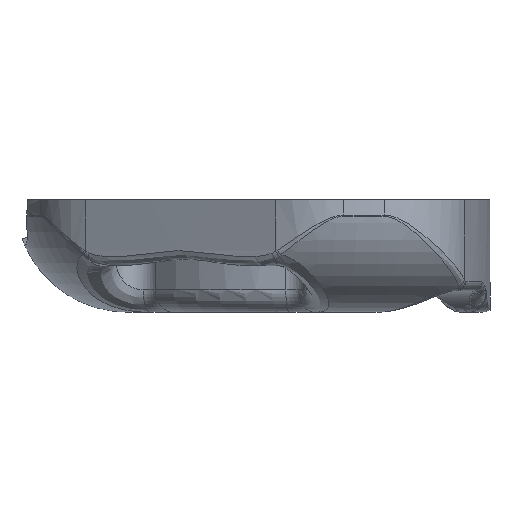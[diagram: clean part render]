
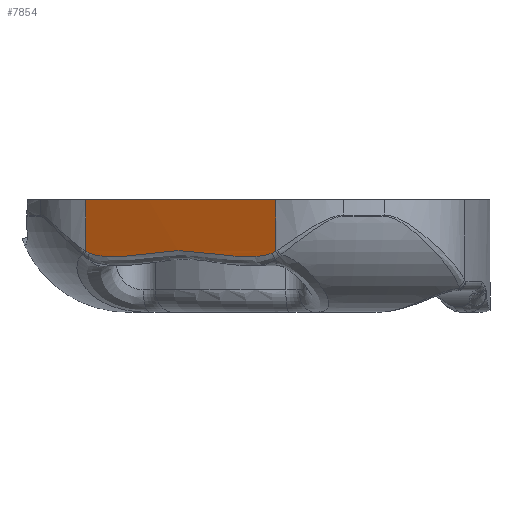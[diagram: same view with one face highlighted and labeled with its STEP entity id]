
A CAD part, front view. The second image highlights one B-rep face of the part: STEP entity #7854.
In plain terms, the highlighted cylindrical face has radius 623.033 mm (diameter 1246.07 mm), a partial arc.
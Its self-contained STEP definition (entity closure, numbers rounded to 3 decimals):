
#7 = EDGE_CURVE ( 'NONE', #7837, #2564, #5894, .T. ) ;
#13 = AXIS2_PLACEMENT_3D ( 'NONE', #4593, #4047, #7149 ) ;
#107 = CARTESIAN_POINT ( 'NONE',  ( -18.271, -15.952, 4.952 ) ) ;
#136 = DIRECTION ( 'NONE',  ( 0., 0., 1. ) ) ;
#150 = CARTESIAN_POINT ( 'NONE',  ( -12.871, -19.125, 5.413 ) ) ;
#358 = CARTESIAN_POINT ( 'NONE',  ( -19.601, -15.16, 5.254 ) ) ;
#448 = EDGE_CURVE ( 'NONE', #4474, #3506, #3131, .T. ) ;
#541 = ORIENTED_EDGE ( 'NONE', *, *, #4778, .T. ) ;
#659 = VERTEX_POINT ( 'NONE', #8209 ) ;
#736 = ORIENTED_EDGE ( 'NONE', *, *, #3911, .T. ) ;
#875 = CARTESIAN_POINT ( 'NONE',  ( -6.06, -23.024, 4.92 ) ) ;
#893 = CARTESIAN_POINT ( 'NONE',  ( -2.993, -24.742, 5.416 ) ) ;
#897 = CARTESIAN_POINT ( 'NONE',  ( -19.93, -14.963, -0.617 ) ) ;
#921 = CARTESIAN_POINT ( 'NONE',  ( -8.107, -21.864, 5.134 ) ) ;
#1094 = EDGE_CURVE ( 'NONE', #2564, #659, #4650, .T. ) ;
#1116 = CARTESIAN_POINT ( 'NONE',  ( -2.993, -24.742, 5.416 ) ) ;
#1453 = VECTOR ( 'NONE', #3428, 1000. ) ;
#1458 = CYLINDRICAL_SURFACE ( 'NONE', #13, 623.033 ) ;
#1498 = CARTESIAN_POINT ( 'NONE',  ( -3.328, -24.555, 5.254 ) ) ;
#1514 = LINE ( 'NONE', #897, #1453 ) ;
#2032 = CARTESIAN_POINT ( 'NONE',  ( -16.247, -17.151, 4.976 ) ) ;
#2035 = CARTESIAN_POINT ( 'NONE',  ( -19.93, -14.963, 5.416 ) ) ;
#2112 = CARTESIAN_POINT ( 'NONE',  ( -19.279, -15.352, 5.121 ) ) ;
#2143 = DIRECTION ( 'NONE',  ( -1., 0., 0. ) ) ;
#2159 = CARTESIAN_POINT ( 'NONE',  ( -10.146, -20.699, 5.415 ) ) ;
#2169 = LINE ( 'NONE', #4446, #6806 ) ;
#2205 = CARTESIAN_POINT ( 'NONE',  ( -19.93, -14.963, 5.416 ) ) ;
#2325 = VERTEX_POINT ( 'NONE', #893 ) ;
#2417 = ORIENTED_EDGE ( 'NONE', *, *, #7, .T. ) ;
#2445 = CARTESIAN_POINT ( 'NONE',  ( -3.1, -24.682, 5.35 ) ) ;
#2564 = VERTEX_POINT ( 'NONE', #358 ) ;
#2791 = CARTESIAN_POINT ( 'NONE',  ( -19.713, -15.092, 5.301 ) ) ;
#2825 = CARTESIAN_POINT ( 'NONE',  ( -3.996, -24.182, 5.048 ) ) ;
#3031 = CARTESIAN_POINT ( 'NONE',  ( -3.214, -24.619, 5.301 ) ) ;
#3131 = CIRCLE ( 'NONE', #7819, 623.033 ) ;
#3407 = CARTESIAN_POINT ( 'NONE',  ( -17.933, -16.153, 4.932 ) ) ;
#3428 = DIRECTION ( 'NONE',  ( 0., 0., -1. ) ) ;
#3506 = VERTEX_POINT ( 'NONE', #4715 ) ;
#3911 = EDGE_CURVE ( 'NONE', #4474, #7837, #1514, .T. ) ;
#3957 = CARTESIAN_POINT ( 'NONE',  ( -5.027, -23.605, 4.932 ) ) ;
#4047 = DIRECTION ( 'NONE',  ( 0., 0., 1. ) ) ;
#4049 = CARTESIAN_POINT ( 'NONE',  ( -19.601, -15.16, 5.254 ) ) ;
#4122 = CARTESIAN_POINT ( 'NONE',  ( -12.192, -19.519, 5.483 ) ) ;
#4446 = CARTESIAN_POINT ( 'NONE',  ( -2.993, -24.742, -0.617 ) ) ;
#4474 = VERTEX_POINT ( 'NONE', #8273 ) ;
#4589 = CARTESIAN_POINT ( 'NONE',  ( -14.223, -18.338, 5.236 ) ) ;
#4593 = CARTESIAN_POINT ( 'NONE',  ( 300.016, 519.643, -0.617 ) ) ;
#4650 = B_SPLINE_CURVE_WITH_KNOTS ( 'NONE', 3,
 ( #5846, #2112, #5308, #107, #3407, #5218, #2032, #7852, #4589, #150, #4122, #7145, #2159, #4674, #921, #7234, #875, #3957, #6686, #2825, #5970, #1498 ),
 .UNSPECIFIED., .F., .F.,
 ( 4, 2, 2, 2, 2, 2, 2, 2, 2, 2, 4 ),
 ( 0., 0.001, 0.002, 0.005, 0.007, 0.009, 0.012, 0.014, 0.017, 0.018, 0.019 ),
 .UNSPECIFIED. ) ;
#4674 = CARTESIAN_POINT ( 'NONE',  ( -8.787, -21.477, 5.238 ) ) ;
#4715 = CARTESIAN_POINT ( 'NONE',  ( -2.993, -24.742, 10. ) ) ;
#4726 = DIRECTION ( 'NONE',  ( 0., 0., 1. ) ) ;
#4778 = EDGE_CURVE ( 'NONE', #2325, #3506, #2169, .T. ) ;
#4994 = ORIENTED_EDGE ( 'NONE', *, *, #448, .F. ) ;
#5218 = CARTESIAN_POINT ( 'NONE',  ( -16.921, -16.753, 4.92 ) ) ;
#5308 = CARTESIAN_POINT ( 'NONE',  ( -18.947, -15.55, 5.048 ) ) ;
#5791 = CARTESIAN_POINT ( 'NONE',  ( 300.016, 519.643, 10. ) ) ;
#5846 = CARTESIAN_POINT ( 'NONE',  ( -19.601, -15.16, 5.254 ) ) ;
#5894 = B_SPLINE_CURVE_WITH_KNOTS ( 'NONE', 3,
 ( #2205, #5901, #2791, #4049 ),
 .UNSPECIFIED., .F., .F.,
 ( 4, 4 ),
 ( 0., 0. ),
 .UNSPECIFIED. ) ;
#5901 = CARTESIAN_POINT ( 'NONE',  ( -19.825, -15.026, 5.35 ) ) ;
#5970 = CARTESIAN_POINT ( 'NONE',  ( -3.658, -24.371, 5.12 ) ) ;
#6224 = CARTESIAN_POINT ( 'NONE',  ( -3.328, -24.555, 5.254 ) ) ;
#6433 = ORIENTED_EDGE ( 'NONE', *, *, #1094, .T. ) ;
#6467 = EDGE_LOOP ( 'NONE', ( #4994, #736, #2417, #6433, #6690, #541 ) ) ;
#6607 = FACE_OUTER_BOUND ( 'NONE', #6467, .T. ) ;
#6686 = CARTESIAN_POINT ( 'NONE',  ( -4.68, -23.799, 4.952 ) ) ;
#6690 = ORIENTED_EDGE ( 'NONE', *, *, #8043, .T. ) ;
#6806 = VECTOR ( 'NONE', #4726, 1000. ) ;
#7145 = CARTESIAN_POINT ( 'NONE',  ( -10.827, -20.307, 5.484 ) ) ;
#7148 = B_SPLINE_CURVE_WITH_KNOTS ( 'NONE', 3,
 ( #6224, #3031, #2445, #1116 ),
 .UNSPECIFIED., .F., .F.,
 ( 4, 4 ),
 ( 0., 0. ),
 .UNSPECIFIED. ) ;
#7149 = DIRECTION ( 'NONE',  ( 1., 0., 0. ) ) ;
#7234 = CARTESIAN_POINT ( 'NONE',  ( -6.744, -22.637, 4.977 ) ) ;
#7819 = AXIS2_PLACEMENT_3D ( 'NONE', #5791, #136, #2143 ) ;
#7837 = VERTEX_POINT ( 'NONE', #2035 ) ;
#7852 = CARTESIAN_POINT ( 'NONE',  ( -14.897, -17.944, 5.132 ) ) ;
#7854 = ADVANCED_FACE ( 'NONE', ( #6607 ), #1458, .T. ) ;
#8043 = EDGE_CURVE ( 'NONE', #659, #2325, #7148, .T. ) ;
#8209 = CARTESIAN_POINT ( 'NONE',  ( -3.328, -24.555, 5.254 ) ) ;
#8273 = CARTESIAN_POINT ( 'NONE',  ( -19.93, -14.963, 10. ) ) ;
